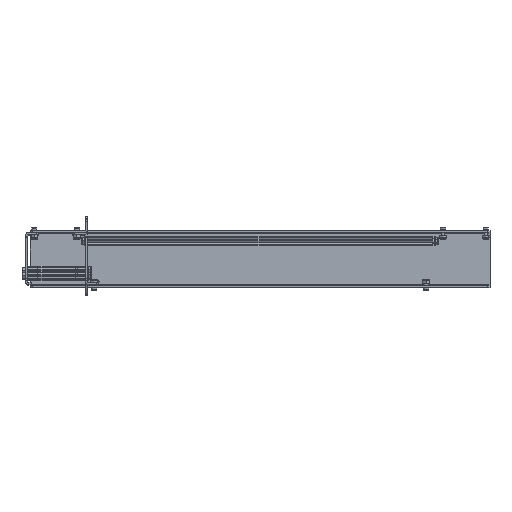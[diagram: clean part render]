
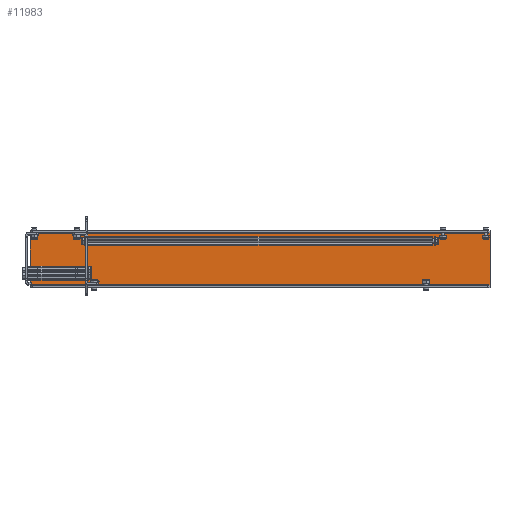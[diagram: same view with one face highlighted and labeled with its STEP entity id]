
A CAD part, top view. The second image highlights one B-rep face of the part: STEP entity #11983.
In plain terms, the highlighted face is planar.
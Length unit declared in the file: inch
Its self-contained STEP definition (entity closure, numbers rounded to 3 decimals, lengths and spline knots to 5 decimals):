
#420=LINE('',#18775,#834);
#421=LINE('',#18777,#835);
#422=LINE('',#18781,#836);
#423=LINE('',#18785,#837);
#424=LINE('',#18787,#838);
#425=LINE('',#18788,#839);
#834=VECTOR('',#15430,27.);
#835=VECTOR('',#15431,0.15);
#836=VECTOR('',#15434,2.52);
#837=VECTOR('',#15437,0.15);
#838=VECTOR('',#15438,27.);
#839=VECTOR('',#15439,3.02);
#1175=PLANE('',#13023);
#1882=FACE_BOUND('',#3881,.T.);
#1883=FACE_BOUND('',#3882,.T.);
#3087=FACE_OUTER_BOUND('',#3880,.T.);
#3880=EDGE_LOOP('',(#9270,#9271,#9272,#9273,#9274,#9275,#9276,#9277));
#3881=EDGE_LOOP('',(#9278));
#3882=EDGE_LOOP('',(#9279));
#5345=CIRCLE('',#12695,0.05);
#5347=CIRCLE('',#12698,0.05);
#5564=CIRCLE('',#13024,0.05);
#5565=CIRCLE('',#13025,0.05);
#6307=VERTEX_POINT('',#18225);
#6309=VERTEX_POINT('',#18230);
#6526=VERTEX_POINT('',#18773);
#6527=VERTEX_POINT('',#18774);
#6528=VERTEX_POINT('',#18776);
#6529=VERTEX_POINT('',#18778);
#6530=VERTEX_POINT('',#18780);
#6531=VERTEX_POINT('',#18782);
#6532=VERTEX_POINT('',#18784);
#6533=VERTEX_POINT('',#18786);
#7499=EDGE_CURVE('',#6307,#6307,#5345,.T.);
#7501=EDGE_CURVE('',#6309,#6309,#5347,.T.);
#7718=EDGE_CURVE('',#6526,#6527,#420,.T.);
#7719=EDGE_CURVE('',#6526,#6528,#421,.T.);
#7720=EDGE_CURVE('',#6529,#6528,#5564,.T.);
#7721=EDGE_CURVE('',#6529,#6530,#422,.T.);
#7722=EDGE_CURVE('',#6531,#6530,#5565,.T.);
#7723=EDGE_CURVE('',#6531,#6532,#423,.T.);
#7724=EDGE_CURVE('',#6533,#6532,#424,.T.);
#7725=EDGE_CURVE('',#6533,#6527,#425,.T.);
#9270=ORIENTED_EDGE('',*,*,#7718,.F.);
#9271=ORIENTED_EDGE('',*,*,#7719,.T.);
#9272=ORIENTED_EDGE('',*,*,#7720,.F.);
#9273=ORIENTED_EDGE('',*,*,#7721,.T.);
#9274=ORIENTED_EDGE('',*,*,#7722,.F.);
#9275=ORIENTED_EDGE('',*,*,#7723,.T.);
#9276=ORIENTED_EDGE('',*,*,#7724,.F.);
#9277=ORIENTED_EDGE('',*,*,#7725,.T.);
#9278=ORIENTED_EDGE('',*,*,#7499,.F.);
#9279=ORIENTED_EDGE('',*,*,#7501,.F.);
#11983=ADVANCED_FACE('',(#3087,#1882,#1883),#1175,.F.);
#12695=AXIS2_PLACEMENT_3D('',#18226,#14772,#14773);
#12698=AXIS2_PLACEMENT_3D('',#18231,#14778,#14779);
#13023=AXIS2_PLACEMENT_3D('',#18772,#15428,#15429);
#13024=AXIS2_PLACEMENT_3D('',#18779,#15432,#15433);
#13025=AXIS2_PLACEMENT_3D('',#18783,#15435,#15436);
#14772=DIRECTION('center_axis',(0.,1.,0.));
#14773=DIRECTION('ref_axis',(0.,0.,1.));
#14778=DIRECTION('center_axis',(0.,1.,0.));
#14779=DIRECTION('ref_axis',(0.,0.,1.));
#15428=DIRECTION('center_axis',(0.,-1.,0.));
#15429=DIRECTION('ref_axis',(0.,0.,-1.));
#15430=DIRECTION('',(1.,0.,0.));
#15431=DIRECTION('',(0.,0.,1.));
#15432=DIRECTION('center_axis',(0.,1.,0.));
#15433=DIRECTION('ref_axis',(0.,0.,1.));
#15434=DIRECTION('',(0.,0.,1.));
#15435=DIRECTION('center_axis',(0.,1.,0.));
#15436=DIRECTION('ref_axis',(0.,0.,1.));
#15437=DIRECTION('',(0.,0.,1.));
#15438=DIRECTION('',(-1.,0.,0.));
#15439=DIRECTION('',(0.,0.,-1.));
#18225=CARTESIAN_POINT('',(-3.78354,1.02624,5.42573));
#18226=CARTESIAN_POINT('Origin',(-3.78354,1.02624,5.37573));
#18230=CARTESIAN_POINT('',(-3.78354,1.02624,2.80573));
#18231=CARTESIAN_POINT('Origin',(-3.78354,1.02624,2.75573));
#18772=CARTESIAN_POINT('Origin',(-11.78354,1.02624,2.52573));
#18773=CARTESIAN_POINT('',(-7.78354,1.02624,2.55573));
#18774=CARTESIAN_POINT('',(19.21646,1.02624,2.55573));
#18775=CARTESIAN_POINT('',(-11.78354,1.02624,2.55573));
#18776=CARTESIAN_POINT('',(-7.78354,1.02624,2.70573));
#18777=CARTESIAN_POINT('',(-7.78354,1.02624,2.52573));
#18778=CARTESIAN_POINT('',(-7.78354,1.02624,2.80573));
#18779=CARTESIAN_POINT('Origin',(-7.78354,1.02624,2.75573));
#18780=CARTESIAN_POINT('',(-7.78354,1.02624,5.32573));
#18781=CARTESIAN_POINT('',(-7.78354,1.02624,2.52573));
#18782=CARTESIAN_POINT('',(-7.78354,1.02624,5.42573));
#18783=CARTESIAN_POINT('Origin',(-7.78354,1.02624,5.37573));
#18784=CARTESIAN_POINT('',(-7.78354,1.02624,5.57573));
#18785=CARTESIAN_POINT('',(-7.78354,1.02624,2.52573));
#18786=CARTESIAN_POINT('',(19.21646,1.02624,5.57573));
#18787=CARTESIAN_POINT('',(19.21646,1.02624,5.57573));
#18788=CARTESIAN_POINT('',(19.21646,1.02624,5.60573));
